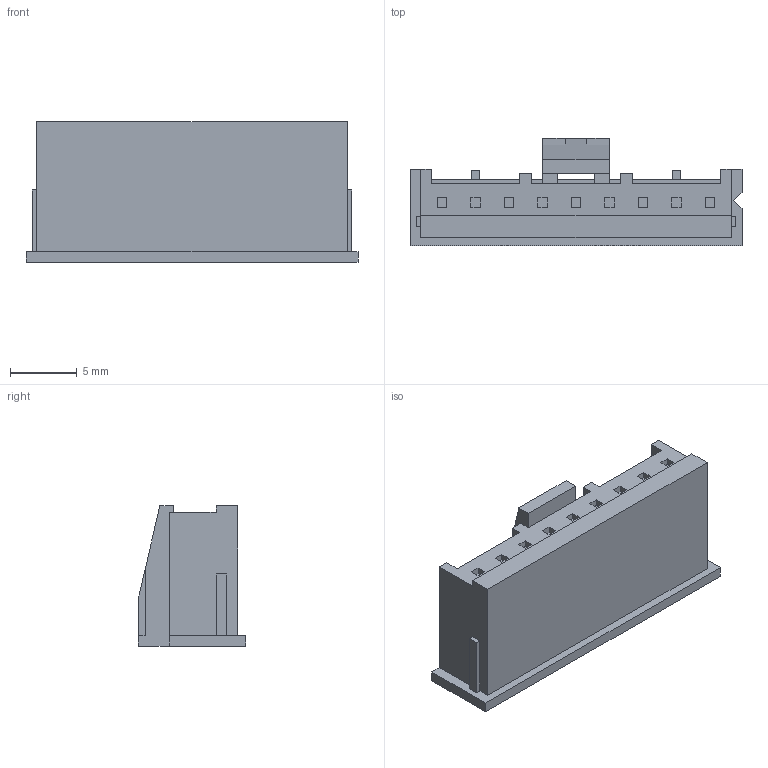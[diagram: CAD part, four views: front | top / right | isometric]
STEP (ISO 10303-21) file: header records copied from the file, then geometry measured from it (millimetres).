
FILE_DESCRIPTION (( 'STEP AP214' ), '1' );
FILE_NAME ('XARP-09V.STEP', '2012-04-09T07:04:47', ( 'root' ), ( 'Hewlett-Packard Company' ), 'SwSTEP 2.0', 'SolidWorks 2009', '' );
FILE_SCHEMA (( 'AUTOMOTIVE_DESIGN' ));
Length unit declared in the file: millimetre
Products named in the file (1): XARP-09V
Bounding box: 24.8 x 8 x 10.5 mm (x, y, z)
Volume: 1095.4 mm3; surface area: 1111.2 mm2
Topology: 1 solids, 1 shells, 160 faces, 412 edges, 272 vertices
Faces by surface type: plane 160
Entity records: 6550 total; most frequent: CARTESIAN_POINT 845, ORIENTED_EDGE 824, DIRECTION 734, EDGE_CURVE 412, VECTOR 412, LINE 412, VERTEX_POINT 272, EDGE_LOOP 180
